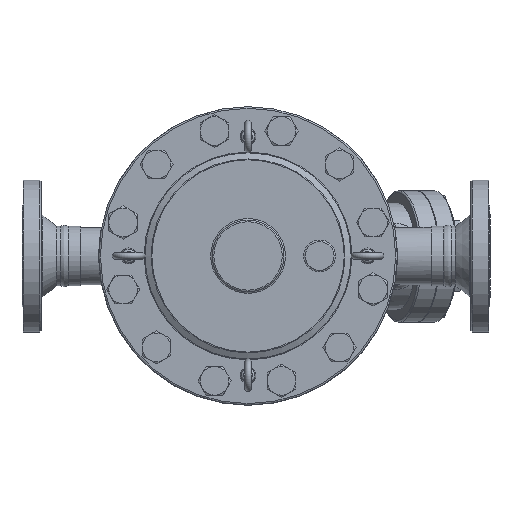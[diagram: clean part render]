
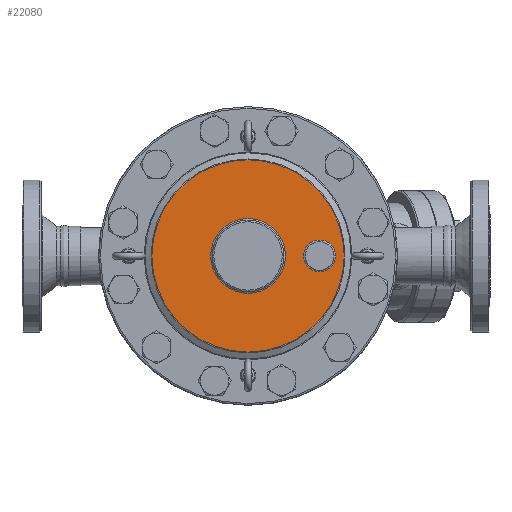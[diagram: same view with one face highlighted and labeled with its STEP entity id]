
A CAD part, top view. The second image highlights one B-rep face of the part: STEP entity #22080.
In plain terms, the highlighted planar face has unit normal (0, 0, 1).
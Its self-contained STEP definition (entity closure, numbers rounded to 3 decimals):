
#22018=CARTESIAN_POINT('',(110.0,0.,76.));
#22019=VERTEX_POINT('',#22018);
#22020=CARTESIAN_POINT('',(90.0,0.0,76.));
#22021=DIRECTION('',(0.0,0.0,1.0));
#22022=DIRECTION('',(-1.0,0.0,0.0));
#22023=AXIS2_PLACEMENT_3D('',#22020,#22021,#22022);
#22024=CIRCLE('',#22023,20.0);
#22025=EDGE_CURVE('',#22019,#22019,#22024,.T.);
#22050=CARTESIAN_POINT('',(60.67,0.0,76.));
#22051=DIRECTION('',(0.0,0.0,1.0));
#22052=DIRECTION('',(1.0,0.0,0.0));
#22053=AXIS2_PLACEMENT_3D('',#22050,#22051,#22052);
#22054=PLANE('',#22053);
#22055=CARTESIAN_POINT('',(120.804,0.,76.));
#22056=VERTEX_POINT('',#22055);
#22057=CARTESIAN_POINT('',(0.,0.0,76.));
#22058=DIRECTION('',(0.0,0.0,-1.0));
#22059=DIRECTION('',(-1.0,0.0,0.0));
#22060=AXIS2_PLACEMENT_3D('',#22057,#22058,#22059);
#22061=CIRCLE('',#22060,120.804);
#22062=EDGE_CURVE('',#22056,#22056,#22061,.T.);
#22063=ORIENTED_EDGE('',*,*,#22062,.F.);
#22064=EDGE_LOOP('',(#22063));
#22065=FACE_OUTER_BOUND('',#22064,.T.);
#22066=CARTESIAN_POINT('',(47.0,0.,76.));
#22067=VERTEX_POINT('',#22066);
#22068=CARTESIAN_POINT('',(0.,0.0,76.));
#22069=DIRECTION('',(0.0,0.0,1.0));
#22070=DIRECTION('',(-1.0,0.0,0.0));
#22071=AXIS2_PLACEMENT_3D('',#22068,#22069,#22070);
#22072=CIRCLE('',#22071,47.0);
#22073=EDGE_CURVE('',#22067,#22067,#22072,.T.);
#22074=ORIENTED_EDGE('',*,*,#22073,.F.);
#22075=EDGE_LOOP('',(#22074));
#22076=FACE_BOUND('',#22075,.T.);
#22077=ORIENTED_EDGE('',*,*,#22025,.F.);
#22078=EDGE_LOOP('',(#22077));
#22079=FACE_BOUND('',#22078,.T.);
#22080=ADVANCED_FACE('',(#22065,#22076,#22079),#22054,.T.);
